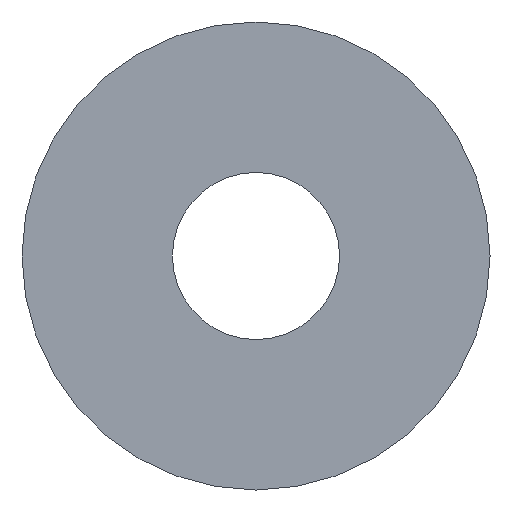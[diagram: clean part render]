
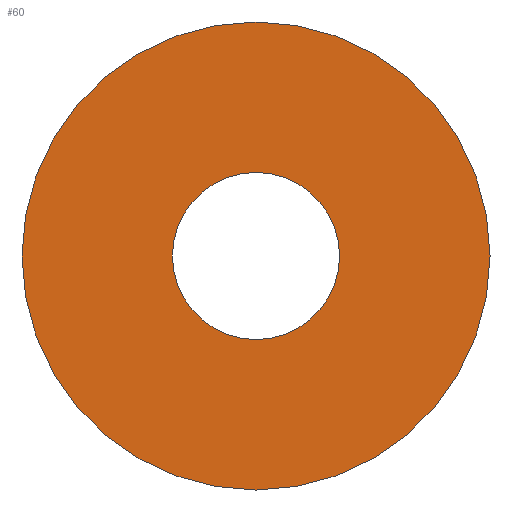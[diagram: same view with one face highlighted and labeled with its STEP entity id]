
A CAD part, front view. The second image highlights one B-rep face of the part: STEP entity #60.
In plain terms, the highlighted planar face has unit normal (0, -1, 0).
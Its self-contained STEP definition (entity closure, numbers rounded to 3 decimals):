
#14=PLANE('',#70);
#22=FACE_BOUND('',#33,.T.);
#26=FACE_OUTER_BOUND('',#32,.T.);
#32=EDGE_LOOP('',(#52));
#33=EDGE_LOOP('',(#53));
#37=CIRCLE('',#66,2.5);
#39=CIRCLE('',#69,7.);
#41=VERTEX_POINT('',#94);
#43=VERTEX_POINT('',#99);
#45=EDGE_CURVE('',#41,#41,#37,.T.);
#47=EDGE_CURVE('',#43,#43,#39,.T.);
#52=ORIENTED_EDGE('',*,*,#47,.T.);
#53=ORIENTED_EDGE('',*,*,#45,.T.);
#60=ADVANCED_FACE('',(#26,#22),#14,.F.);
#66=AXIS2_PLACEMENT_3D('',#95,#78,#79);
#69=AXIS2_PLACEMENT_3D('',#100,#84,#85);
#70=AXIS2_PLACEMENT_3D('',#101,#86,#87);
#78=DIRECTION('center_axis',(0.,1.,0.));
#79=DIRECTION('ref_axis',(1.,0.,0.));
#84=DIRECTION('center_axis',(0.,-1.,0.));
#85=DIRECTION('ref_axis',(1.,0.,0.));
#86=DIRECTION('center_axis',(0.,1.,0.));
#87=DIRECTION('ref_axis',(0.,0.,1.));
#94=CARTESIAN_POINT('',(-2.5,0.,0.));
#95=CARTESIAN_POINT('Origin',(0.,0.,0.));
#99=CARTESIAN_POINT('',(-7.,0.,0.));
#100=CARTESIAN_POINT('Origin',(0.,0.,0.));
#101=CARTESIAN_POINT('Origin',(0.,0.,0.));
